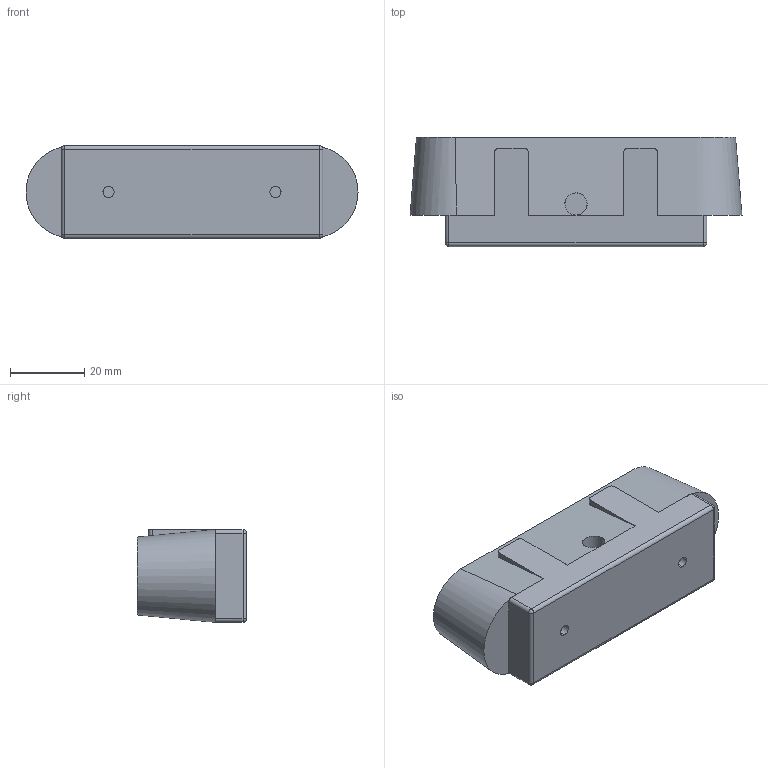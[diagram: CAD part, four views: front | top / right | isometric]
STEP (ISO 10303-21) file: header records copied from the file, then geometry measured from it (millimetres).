
FILE_DESCRIPTION (( 'STEP AP214' ), '1' );
FILE_NAME ('Gemini335Ïà»úÄ£ÐÍ.', '2024-05-29T05:09:41', ( '' ), ( '' ), 'SwSTEP 2.0', 'SolidWorks 2024', '' );
FILE_SCHEMA (( 'AUTOMOTIVE_DESIGN' ));
Length unit declared in the file: millimetre
Products named in the file (1): Gemini335相机模型
Bounding box: 89.5 x 29.5 x 25 mm (x, y, z)
Volume: 54917.1 mm3; surface area: 10004.9 mm2
Topology: 1 solids, 1 shells, 59 faces, 144 edges, 89 vertices
Faces by surface type: plane 29, cylinder 24, sphere 4, bspline 2
Entity records: 1940 total; most frequent: CARTESIAN_POINT 552, DIRECTION 287, ORIENTED_EDGE 280, EDGE_CURVE 140, AXIS2_PLACEMENT_3D 110, VERTEX_POINT 89, LINE 67, VECTOR 67
